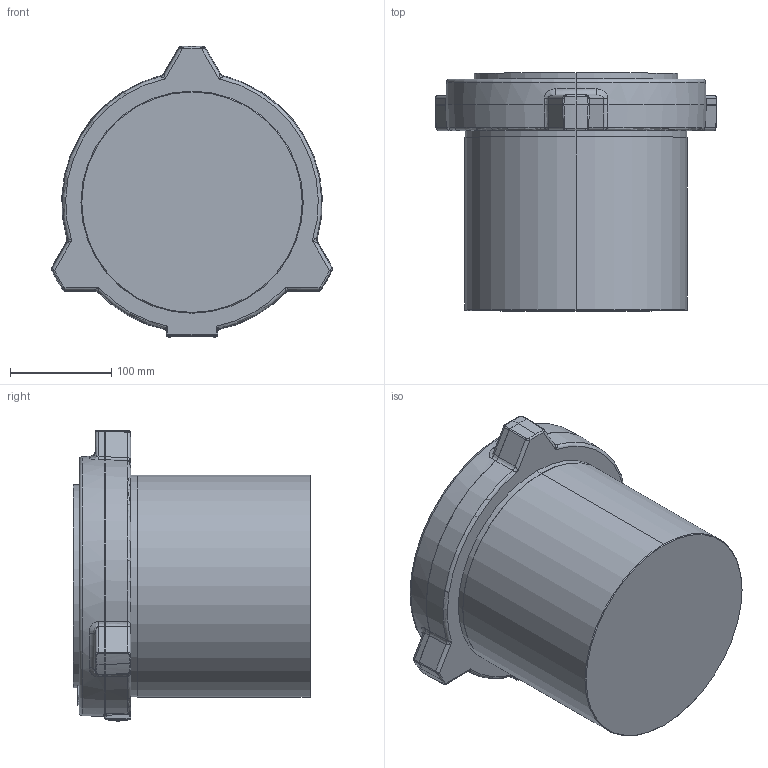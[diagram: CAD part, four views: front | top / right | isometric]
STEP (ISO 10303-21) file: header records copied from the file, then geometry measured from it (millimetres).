
FILE_DESCRIPTION (( 'STEP AP203' ), '1' );
FILE_NAME ('8 INCH 8100 HUC 8 INCH LG. (CCNL8).STEP', '2014-12-10T21:27:41', ( 'PCTech' ), ( 'Microsoft' ), 'SwSTEP 2.0', 'SolidWorks 2014', '' );
FILE_SCHEMA (( 'CONFIG_CONTROL_DESIGN' ));
Length unit declared in the file: inch
Products named in the file (1): 8 INCH 8100 HUC 8 INCH LG. (CCNL8)
Bounding box: 278.09 x 234.57 x 287.89 mm (x, y, z)
Volume: 9624176.2 mm3; surface area: 278424.9 mm2
Topology: 1 solids, 1 shells, 1038 faces, 2695 edges, 1743 vertices
Faces by surface type: plane 593, bspline 351, cylinder 40, torus 26, cone 20, sphere 8
Entity records: 49724 total; most frequent: CARTESIAN_POINT 26684, ORIENTED_EDGE 5366, DIRECTION 3561, EDGE_CURVE 2683, LINE 1757, VECTOR 1757, VERTEX_POINT 1743, EDGE_LOOP 1134
